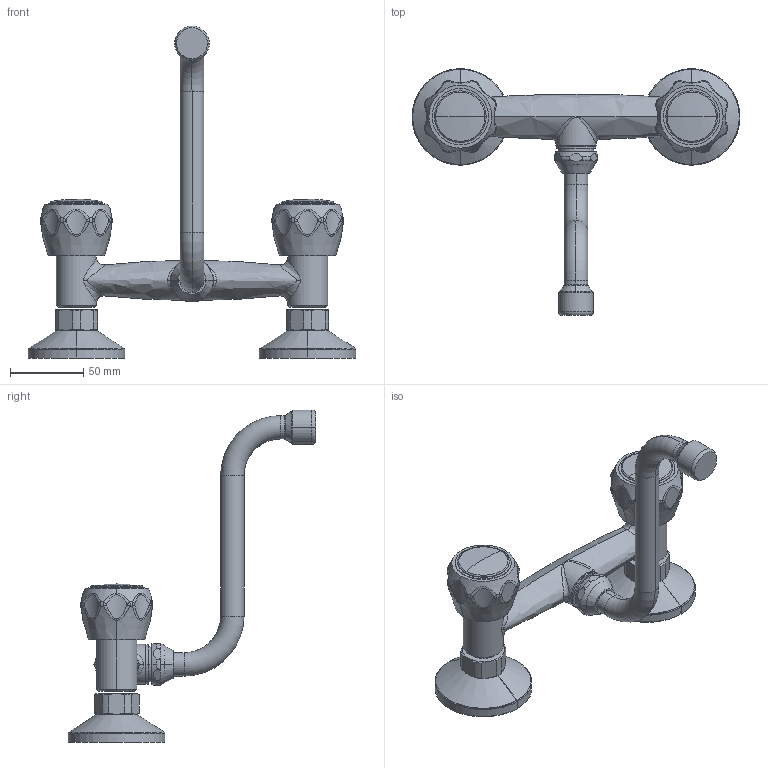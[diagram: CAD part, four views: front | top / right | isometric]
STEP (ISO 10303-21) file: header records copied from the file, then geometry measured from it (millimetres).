
FILE_DESCRIPTION((''),'2;1');
FILE_NAME('DA161CR','2021-11-09T13:14:32',('ut3'),('PAFFONI SpA'),'CREO PARAMETRIC BY PTC INC, 2020044','CREO PARAMETRIC BY PTC INC, 2020044','');
FILE_SCHEMA(('CONFIG_CONTROL_DESIGN','SHAPE_APPEARANCE_LAYERS_GROUPS'));
Length unit declared in the file: millimetre
Products named in the file (1): DA161CR
Bounding box: 224 x 168.9 x 226.8 mm (x, y, z)
Volume: 245574 mm3; surface area: 104107.1 mm2
Topology: 3 solids, 3 shells, 497 faces, 1108 edges, 652 vertices
Faces by surface type: cylinder 142, torus 102, bspline 98, plane 79, cone 72, sphere 4
Entity records: 28970 total; most frequent: CARTESIAN_POINT 14848, ORIENTED_EDGE 2208, DIRECTION 2192, EDGE_CURVE 1104, AXIS2_PLACEMENT_3D 991, VERTEX_POINT 652, CIRCLE 592, EDGE_LOOP 538
